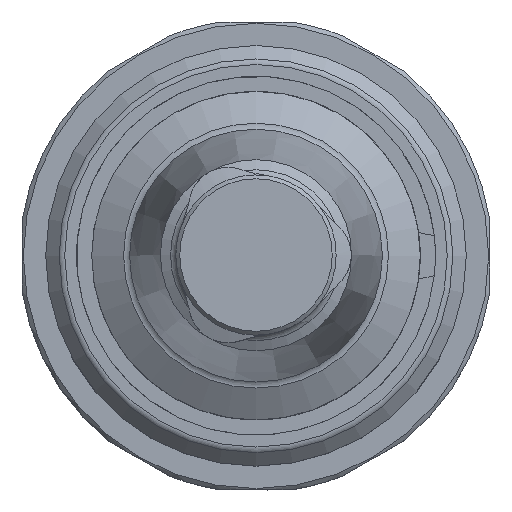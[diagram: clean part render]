
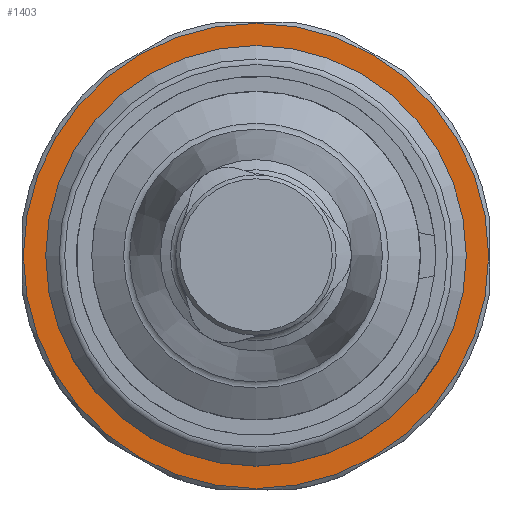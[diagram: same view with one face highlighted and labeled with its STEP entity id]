
A CAD part, top view. The second image highlights one B-rep face of the part: STEP entity #1403.
In plain terms, the highlighted planar face has unit normal (0, 0, 1).
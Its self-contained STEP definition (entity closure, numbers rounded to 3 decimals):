
#206=PLANE('',#1519);
#249=ORIENTED_EDGE('',*,*,#643,.T.);
#250=ORIENTED_EDGE('',*,*,#644,.F.);
#643=EDGE_CURVE('',#841,#841,#982,.T.);
#644=EDGE_CURVE('',#842,#842,#983,.T.);
#841=VERTEX_POINT('',#2158);
#842=VERTEX_POINT('',#2161);
#982=CIRCLE('',#1518,15.65);
#983=CIRCLE('',#1520,17.7);
#1076=EDGE_LOOP('',(#249));
#1077=EDGE_LOOP('',(#250));
#1221=FACE_BOUND('',#1076,.T.);
#1222=FACE_BOUND('',#1077,.T.);
#1403=ADVANCED_FACE('',(#1221,#1222),#206,.F.);
#1518=AXIS2_PLACEMENT_3D('',#2157,#1716,#1717);
#1519=AXIS2_PLACEMENT_3D('',#2159,#1718,#1719);
#1520=AXIS2_PLACEMENT_3D('',#2160,#1720,#1721);
#1716=DIRECTION('',(0.,0.,-1.));
#1717=DIRECTION('',(1.,0.,0.));
#1718=DIRECTION('',(0.,0.,-1.));
#1719=DIRECTION('',(1.,0.,0.));
#1720=DIRECTION('',(0.,0.,-1.));
#1721=DIRECTION('',(1.,0.,0.));
#2157=CARTESIAN_POINT('',(0.,0.,-1.));
#2158=CARTESIAN_POINT('',(15.65,0.,-1.));
#2159=CARTESIAN_POINT('',(15.65,0.,-1.));
#2160=CARTESIAN_POINT('',(0.,0.,-1.));
#2161=CARTESIAN_POINT('',(17.7,0.,-1.));
